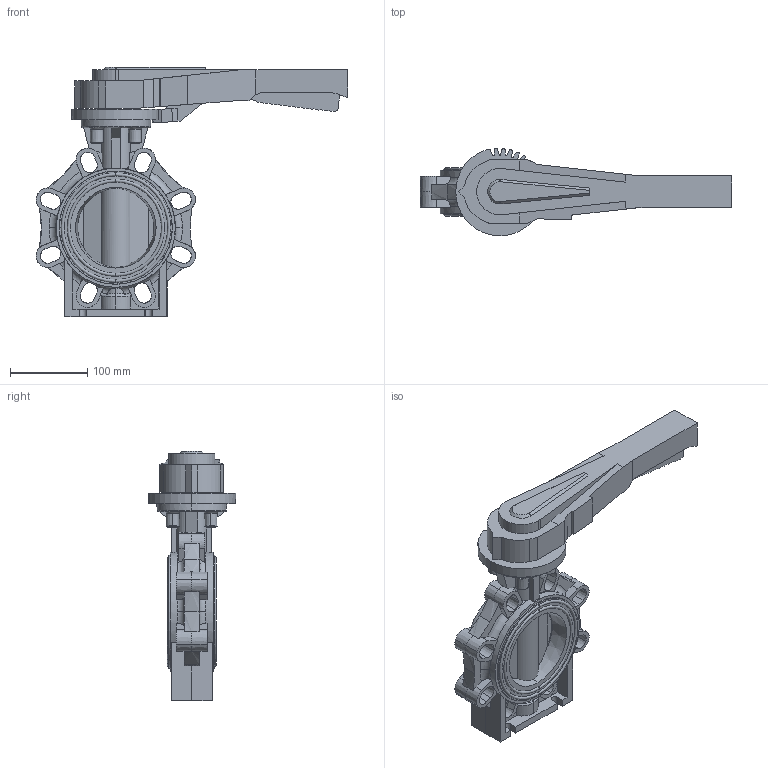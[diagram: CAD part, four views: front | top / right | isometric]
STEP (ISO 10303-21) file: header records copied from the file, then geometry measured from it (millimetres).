
FILE_DESCRIPTION(('STEP AP214'),'1');
FILE_NAME('cctmp_A4E6347B-F4E2-4D32-B91F-EEC3C943CD5B_2021_10_25_14_26_50_0298..stp','2021-10-25T12:26:50',('Praher Valves GmbH'),('CADClick - www.CADClick.com'),'Spatial InterOp 3D',' ','unknown authorization');
FILE_SCHEMA(('AUTOMOTIVE_DESIGN'));
Length unit declared in the file: millimetre
Products named in the file (3): cc_unnamed; 242303_1; 242303
Assembly tree (2 placements, depth 2):
  cc_unnamed
    242303_1
    242303
Bounding box: 403.07 x 113.22 x 322.5 mm (x, y, z)
Volume: 2306367.6 mm3; surface area: 301338.8 mm2
Topology: 6 solids, 12 shells, 712 faces, 1920 edges, 1248 vertices
Faces by surface type: plane 341, cone 180, cylinder 131, torus 56, bspline 4
Entity records: 29020 total; most frequent: CARTESIAN_POINT 4955, DIRECTION 3950, ORIENTED_EDGE 3840, EDGE_CURVE 1920, AXIS2_PLACEMENT_3D 1483, VERTEX_POINT 1248, LINE 984, VECTOR 984
